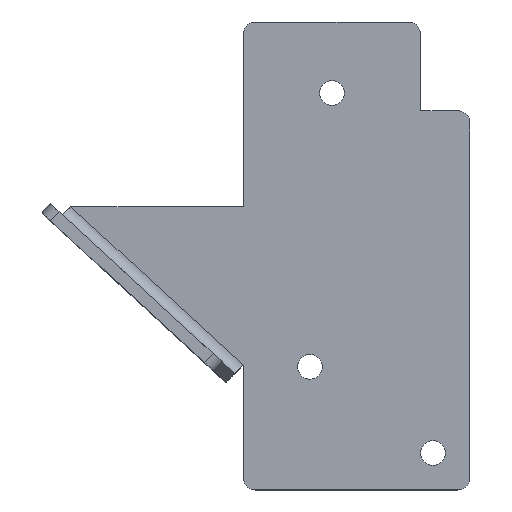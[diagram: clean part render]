
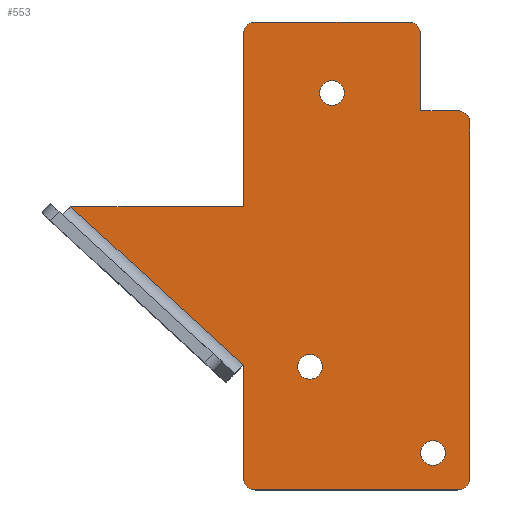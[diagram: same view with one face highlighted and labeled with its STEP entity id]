
A CAD part, top view. The second image highlights one B-rep face of the part: STEP entity #553.
In plain terms, the highlighted planar face has unit normal (0, 0, 1).
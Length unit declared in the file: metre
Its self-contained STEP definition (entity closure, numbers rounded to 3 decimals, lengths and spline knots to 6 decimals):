
#20=FACE_BOUND('',#114,.T.);
#21=FACE_BOUND('',#115,.T.);
#22=FACE_BOUND('',#116,.T.);
#37=CIRCLE('',#608,0.00635);
#38=CIRCLE('',#611,0.00635);
#39=CIRCLE('',#612,0.00635);
#40=CIRCLE('',#613,0.00635);
#41=CIRCLE('',#614,0.00635);
#42=CIRCLE('',#615,0.00635);
#43=CIRCLE('',#616,0.00635);
#44=CIRCLE('',#617,0.00635);
#77=FACE_OUTER_BOUND('',#113,.T.);
#113=EDGE_LOOP('',(#421,#422,#423,#424,#425,#426,#427,#428,#429,#430,#431,
#432,#433,#434));
#114=EDGE_LOOP('',(#435));
#115=EDGE_LOOP('',(#436));
#116=EDGE_LOOP('',(#437));
#160=LINE('',#949,#211);
#164=LINE('',#959,#215);
#165=LINE('',#961,#216);
#166=LINE('',#965,#217);
#167=LINE('',#969,#218);
#168=LINE('',#971,#219);
#169=LINE('',#975,#220);
#170=LINE('',#979,#221);
#171=LINE('',#980,#222);
#211=VECTOR('',#698,0.01);
#215=VECTOR('',#708,1.);
#216=VECTOR('',#711,1.);
#217=VECTOR('',#714,1.);
#218=VECTOR('',#717,1.);
#219=VECTOR('',#718,1.);
#220=VECTOR('',#721,1.);
#221=VECTOR('',#724,1.);
#222=VECTOR('',#725,1.);
#251=VERTEX_POINT('',#874);
#272=VERTEX_POINT('',#935);
#273=VERTEX_POINT('',#951);
#274=VERTEX_POINT('',#952);
#275=VERTEX_POINT('',#957);
#276=VERTEX_POINT('',#962);
#277=VERTEX_POINT('',#964);
#278=VERTEX_POINT('',#966);
#279=VERTEX_POINT('',#968);
#280=VERTEX_POINT('',#970);
#281=VERTEX_POINT('',#972);
#282=VERTEX_POINT('',#974);
#283=VERTEX_POINT('',#976);
#284=VERTEX_POINT('',#978);
#285=VERTEX_POINT('',#981);
#286=VERTEX_POINT('',#983);
#287=VERTEX_POINT('',#985);
#328=EDGE_CURVE('',#272,#251,#160,.T.);
#329=EDGE_CURVE('',#273,#274,#37,.T.);
#333=EDGE_CURVE('',#273,#275,#164,.T.);
#334=EDGE_CURVE('',#272,#274,#165,.T.);
#335=EDGE_CURVE('',#276,#275,#38,.T.);
#336=EDGE_CURVE('',#276,#277,#166,.T.);
#337=EDGE_CURVE('',#278,#277,#39,.T.);
#338=EDGE_CURVE('',#278,#279,#167,.T.);
#339=EDGE_CURVE('',#279,#280,#168,.T.);
#340=EDGE_CURVE('',#281,#280,#40,.T.);
#341=EDGE_CURVE('',#281,#282,#169,.T.);
#342=EDGE_CURVE('',#283,#282,#41,.T.);
#343=EDGE_CURVE('',#283,#284,#170,.T.);
#344=EDGE_CURVE('',#284,#251,#171,.T.);
#345=EDGE_CURVE('',#285,#285,#42,.T.);
#346=EDGE_CURVE('',#286,#286,#43,.T.);
#347=EDGE_CURVE('',#287,#287,#44,.T.);
#421=ORIENTED_EDGE('',*,*,#328,.F.);
#422=ORIENTED_EDGE('',*,*,#334,.T.);
#423=ORIENTED_EDGE('',*,*,#329,.F.);
#424=ORIENTED_EDGE('',*,*,#333,.T.);
#425=ORIENTED_EDGE('',*,*,#335,.F.);
#426=ORIENTED_EDGE('',*,*,#336,.T.);
#427=ORIENTED_EDGE('',*,*,#337,.F.);
#428=ORIENTED_EDGE('',*,*,#338,.T.);
#429=ORIENTED_EDGE('',*,*,#339,.T.);
#430=ORIENTED_EDGE('',*,*,#340,.F.);
#431=ORIENTED_EDGE('',*,*,#341,.T.);
#432=ORIENTED_EDGE('',*,*,#342,.F.);
#433=ORIENTED_EDGE('',*,*,#343,.T.);
#434=ORIENTED_EDGE('',*,*,#344,.T.);
#435=ORIENTED_EDGE('',*,*,#345,.T.);
#436=ORIENTED_EDGE('',*,*,#346,.T.);
#437=ORIENTED_EDGE('',*,*,#347,.T.);
#534=PLANE('',#610);
#553=ADVANCED_FACE('',(#77,#20,#21,#22),#534,.T.);
#608=AXIS2_PLACEMENT_3D('',#953,#701,#702);
#610=AXIS2_PLACEMENT_3D('',#960,#709,#710);
#611=AXIS2_PLACEMENT_3D('',#963,#712,#713);
#612=AXIS2_PLACEMENT_3D('',#967,#715,#716);
#613=AXIS2_PLACEMENT_3D('',#973,#719,#720);
#614=AXIS2_PLACEMENT_3D('',#977,#722,#723);
#615=AXIS2_PLACEMENT_3D('',#982,#726,#727);
#616=AXIS2_PLACEMENT_3D('',#984,#728,#729);
#617=AXIS2_PLACEMENT_3D('',#986,#730,#731);
#698=DIRECTION('',(-0.736,0.677,0.));
#701=DIRECTION('center_axis',(0.,0.,-1.));
#702=DIRECTION('ref_axis',(-0.707,-0.707,0.));
#708=DIRECTION('',(1.,0.,0.));
#709=DIRECTION('center_axis',(0.,0.,1.));
#710=DIRECTION('ref_axis',(0.,-1.,0.));
#711=DIRECTION('',(0.,-1.,0.));
#712=DIRECTION('center_axis',(0.,0.,-1.));
#713=DIRECTION('ref_axis',(0.707,-0.707,0.));
#714=DIRECTION('',(0.,1.,0.));
#715=DIRECTION('center_axis',(0.,0.,-1.));
#716=DIRECTION('ref_axis',(0.707,0.707,0.));
#717=DIRECTION('',(-1.,0.,0.));
#718=DIRECTION('',(-0.001,1.,0.));
#719=DIRECTION('center_axis',(0.,0.,-1.));
#720=DIRECTION('ref_axis',(0.707,0.707,0.));
#721=DIRECTION('',(-1.,0.,0.));
#722=DIRECTION('center_axis',(0.,0.,-1.));
#723=DIRECTION('ref_axis',(-0.707,0.707,0.));
#724=DIRECTION('',(0.,-1.,0.));
#725=DIRECTION('',(-1.,0.,0.));
#726=DIRECTION('center_axis',(0.,0.,-1.));
#727=DIRECTION('ref_axis',(1.,0.,0.));
#728=DIRECTION('center_axis',(0.,0.,-1.));
#729=DIRECTION('ref_axis',(1.,0.,0.));
#730=DIRECTION('center_axis',(0.,0.,-1.));
#731=DIRECTION('ref_axis',(1.,0.,0.));
#874=CARTESIAN_POINT('',(-0.181455,0.0595,0.00635));
#935=CARTESIAN_POINT('',(-0.092555,-0.022223,0.00635));
#949=CARTESIAN_POINT('',(-0.092436,-0.022333,0.00635));
#951=CARTESIAN_POINT('',(-0.086205,-0.08655,0.00635));
#952=CARTESIAN_POINT('',(-0.092555,-0.0802,0.00635));
#953=CARTESIAN_POINT('Origin',(-0.086205,-0.0802,
0.00635));
#957=CARTESIAN_POINT('',(0.01797,-0.08655,0.00635));
#959=CARTESIAN_POINT('',(-0.092555,-0.08655,0.00635));
#960=CARTESIAN_POINT('Origin',(-0.152655,-0.009618,
0.00635));
#961=CARTESIAN_POINT('',(-0.092555,-0.022223,0.00635));
#962=CARTESIAN_POINT('',(0.02432,-0.0802,0.00635));
#963=CARTESIAN_POINT('Origin',(0.01797,-0.0802,0.00635));
#964=CARTESIAN_POINT('',(0.02432,0.10268,0.00635));
#965=CARTESIAN_POINT('',(0.02432,-0.08655,0.00635));
#966=CARTESIAN_POINT('',(0.01797,0.10903,0.00635));
#967=CARTESIAN_POINT('Origin',(0.01797,0.10268,0.00635));
#968=CARTESIAN_POINT('',(-0.00108,0.10903,0.00635));
#969=CARTESIAN_POINT('',(0.02432,0.10903,0.00635));
#970=CARTESIAN_POINT('',(-0.00111,0.148405,0.00635));
#971=CARTESIAN_POINT('',(-0.00108,0.10903,0.00635));
#972=CARTESIAN_POINT('',(-0.00746,0.15475,0.00635));
#973=CARTESIAN_POINT('Origin',(-0.00746,0.1484,0.00635));
#974=CARTESIAN_POINT('',(-0.086205,0.15475,0.00635));
#975=CARTESIAN_POINT('',(-0.001115,0.15475,0.00635));
#976=CARTESIAN_POINT('',(-0.092555,0.1484,0.00635));
#977=CARTESIAN_POINT('Origin',(-0.086205,0.1484,0.00635));
#978=CARTESIAN_POINT('',(-0.092555,0.0595,0.00635));
#979=CARTESIAN_POINT('',(-0.092555,0.15475,0.00635));
#980=CARTESIAN_POINT('',(-0.092555,0.0595,0.00635));
#981=CARTESIAN_POINT('',(-0.053185,0.118174,0.00635));
#982=CARTESIAN_POINT('Origin',(-0.046835,0.118174,0.00635));
#983=CARTESIAN_POINT('',(-0.00108,-0.0675,0.00635));
#984=CARTESIAN_POINT('Origin',(0.00527,-0.0675,
0.00635));
#985=CARTESIAN_POINT('',(-0.06458,-0.02305,0.00635));
#986=CARTESIAN_POINT('Origin',(-0.05823,-0.02305,
0.00635));
